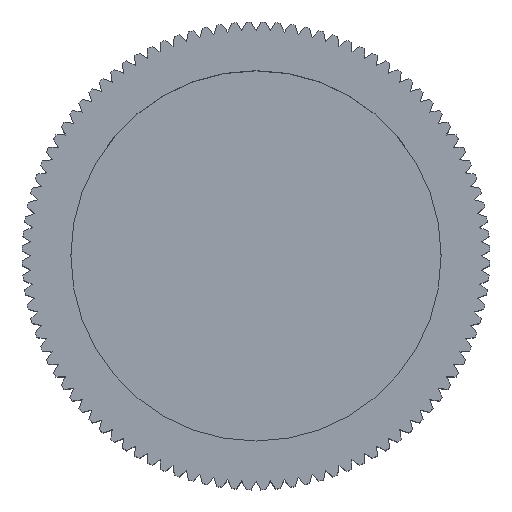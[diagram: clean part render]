
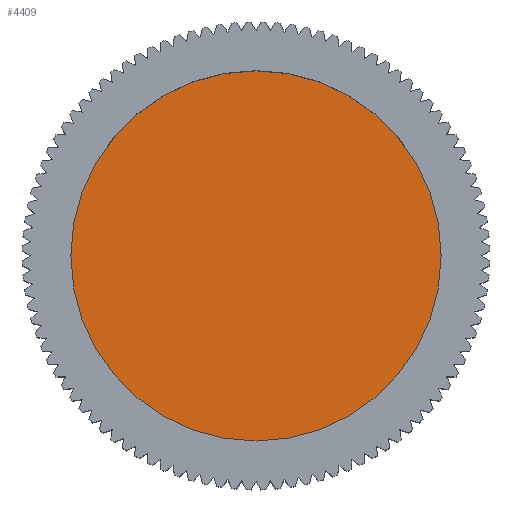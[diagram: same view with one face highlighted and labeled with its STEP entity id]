
A CAD part, top view. The second image highlights one B-rep face of the part: STEP entity #4409.
In plain terms, the highlighted planar face has unit normal (0, 0, 1).
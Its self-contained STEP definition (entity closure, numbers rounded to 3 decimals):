
#2017=EDGE_CURVE('',#4869,#5495,#5818,.T.);
#3165=EDGE_CURVE('',#5495,#4869,#7070,.T.);
#4409=ADVANCED_FACE('',(#8413),#8414,.F.);
#4869=VERTEX_POINT('',#8918);
#5495=VERTEX_POINT('',#9600);
#5818=CIRCLE('',#10015,9.5);
#7070=CIRCLE('',#12193,9.5);
#8413=FACE_OUTER_BOUND('',#14630,.T.);
#8414=PLANE('',#14631);
#8918=CARTESIAN_POINT('',(-9.5,0.,10.5));
#9600=CARTESIAN_POINT('',(9.5,0.0,10.5));
#10015=AXIS2_PLACEMENT_3D('',#17290,#17291,#17292);
#12193=AXIS2_PLACEMENT_3D('',#18931,#18932,#18933);
#14630=EDGE_LOOP('',(#20098,#20099));
#14631=AXIS2_PLACEMENT_3D('',#20100,#20101,#20102);
#17290=CARTESIAN_POINT('',(0.0,0.0,10.5));
#17291=DIRECTION('',(0.0,0.0,-1.0));
#17292=DIRECTION('',(1.0,0.0,0.0));
#18931=CARTESIAN_POINT('',(0.0,0.0,10.5));
#18932=DIRECTION('',(0.0,0.0,-1.0));
#18933=DIRECTION('',(1.0,0.0,0.0));
#20098=ORIENTED_EDGE('',*,*,#3165,.F.);
#20099=ORIENTED_EDGE('',*,*,#2017,.F.);
#20100=CARTESIAN_POINT('',(0.0,0.0,10.5));
#20101=DIRECTION('',(0.0,0.0,-1.0));
#20102=DIRECTION('',(-1.0,0.0,0.0));
